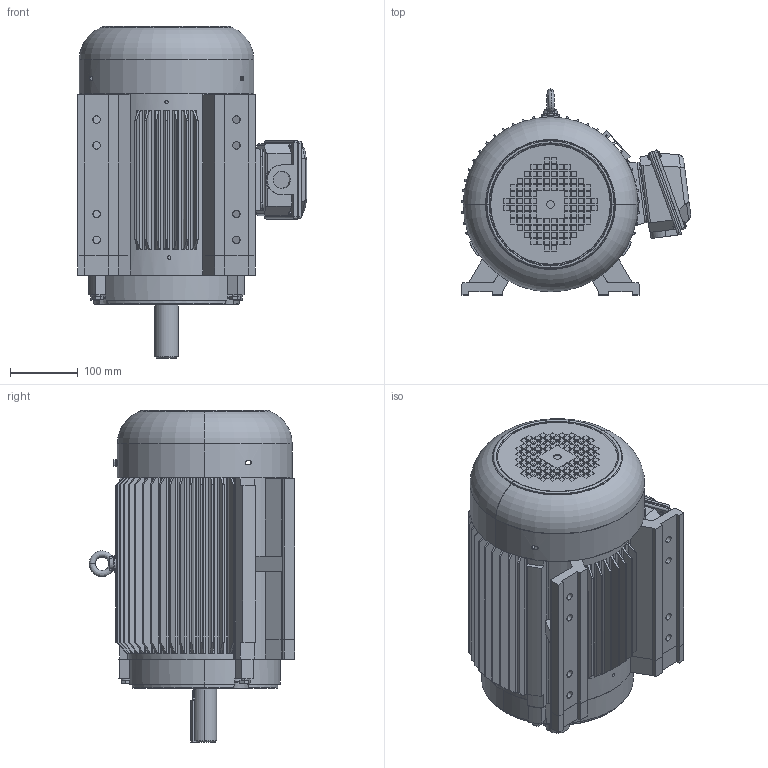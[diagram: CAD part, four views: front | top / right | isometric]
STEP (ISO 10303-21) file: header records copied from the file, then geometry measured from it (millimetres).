
FILE_DESCRIPTION (( 'STEP AP214' ), '1' );
FILE_NAME ('PEWWE-215TC.STEP', '2018-07-17T13:11:42', ( '' ), ( '' ), 'SwSTEP 2.0', 'SolidWorks 2017', '' );
FILE_SCHEMA (( 'AUTOMOTIVE_DESIGN' ));
Length unit declared in the file: inch
Products named in the file (1): PEWWE-215TC
Bounding box: 339.34 x 304.45 x 490.99 mm (x, y, z)
Volume: 4573960.9 mm3; surface area: 1367519.4 mm2
Topology: 20 solids, 20 shells, 1781 faces, 4622 edges, 3042 vertices
Faces by surface type: plane 1036, cylinder 506, cone 166, torus 52, bspline 21
Entity records: 61987 total; most frequent: CARTESIAN_POINT 18155, ORIENTED_EDGE 9220, DIRECTION 8656, EDGE_CURVE 4610, VERTEX_POINT 3042, AXIS2_PLACEMENT_3D 2901, LINE 2854, VECTOR 2854
